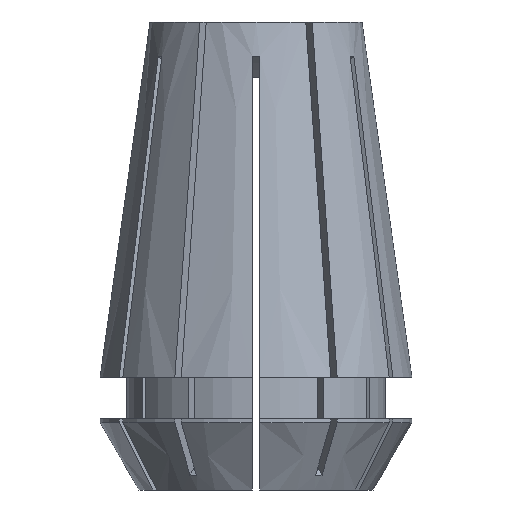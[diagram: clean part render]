
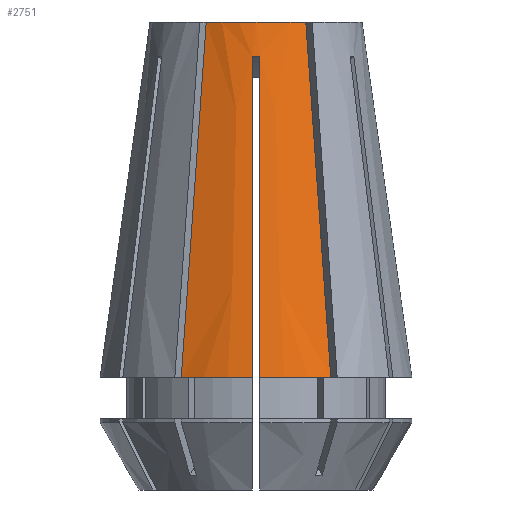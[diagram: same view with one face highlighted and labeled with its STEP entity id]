
A CAD part, front view. The second image highlights one B-rep face of the part: STEP entity #2751.
In plain terms, the highlighted conical face has half-angle 8 degrees and reference radius 10.5 mm.
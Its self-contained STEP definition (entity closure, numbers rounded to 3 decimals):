
#69 = DIRECTION ( 'NONE',  ( 0., 0., -1. ) ) ;
#158 = CARTESIAN_POINT ( 'NONE',  ( -0.083, -7.466, -2.299 ) ) ;
#164 = FACE_OUTER_BOUND ( 'NONE', #3211, .T. ) ;
#222 = CIRCLE ( 'NONE', #2407, 7.141 ) ;
#309 = VERTEX_POINT ( 'NONE', #1181 ) ;
#395 = VERTEX_POINT ( 'NONE', #3988 ) ;
#438 = DIRECTION ( 'NONE',  ( 0., 0., 1. ) ) ;
#558 = CARTESIAN_POINT ( 'NONE',  ( -0.25, -10.497, -23.9 ) ) ;
#576 = CARTESIAN_POINT ( 'NONE',  ( 3.643, -6.81, -4.138 ) ) ;
#591 = CARTESIAN_POINT ( 'NONE',  ( -0.25, -8.473, -9.502 ) ) ;
#592 = CARTESIAN_POINT ( 'NONE',  ( -4.763, -8.75, -20.072 ) ) ;
#602 = ORIENTED_EDGE ( 'NONE', *, *, #880, .F. ) ;
#721 = B_SPLINE_CURVE_WITH_KNOTS ( 'NONE', 3,
 ( #2716, #3353, #1759, #866, #1191, #592, #2474 ),
 .UNSPECIFIED., .F., .F.,
 ( 4, 3, 4 ),
 ( 0., 0.013, 0.024 ),
 .UNSPECIFIED. ) ;
#861 = CARTESIAN_POINT ( 'NONE',  ( 0.25, -7.461, -2.303 ) ) ;
#866 = CARTESIAN_POINT ( 'NONE',  ( -4.225, -7.818, -12.415 ) ) ;
#880 = EDGE_CURVE ( 'NONE', #3100, #2348, #1485, .T. ) ;
#976 = B_SPLINE_CURVE_WITH_KNOTS ( 'NONE', 3,
 ( #2119, #576, #2460, #1563, #1234, #2178, #1524 ),
 .UNSPECIFIED., .F., .F.,
 ( 4, 3, 4 ),
 ( 0., 0.013, 0.024 ),
 .UNSPECIFIED. ) ;
#1021 = DIRECTION ( 'NONE',  ( 1., 0., 0. ) ) ;
#1033 = CARTESIAN_POINT ( 'NONE',  ( 0., 0., -23.9 ) ) ;
#1064 = VERTEX_POINT ( 'NONE', #3024 ) ;
#1098 = ORIENTED_EDGE ( 'NONE', *, *, #1975, .F. ) ;
#1181 = CARTESIAN_POINT ( 'NONE',  ( -0.25, -10.497, -23.9 ) ) ;
#1191 = CARTESIAN_POINT ( 'NONE',  ( -4.494, -8.284, -16.244 ) ) ;
#1234 = CARTESIAN_POINT ( 'NONE',  ( 4.494, -8.284, -16.244 ) ) ;
#1259 = AXIS2_PLACEMENT_3D ( 'NONE', #1033, #438, #1021 ) ;
#1399 = VERTEX_POINT ( 'NONE', #3546 ) ;
#1423 = ORIENTED_EDGE ( 'NONE', *, *, #2677, .F. ) ;
#1440 = CONICAL_SURFACE ( 'NONE', #1466, 10.5, 0.14 ) ;
#1466 = AXIS2_PLACEMENT_3D ( 'NONE', #2869, #69, #1579 ) ;
#1485 = B_SPLINE_CURVE_WITH_KNOTS ( 'NONE', 3,
 ( #1797, #3930, #3665, #861 ),
 .UNSPECIFIED., .F., .F.,
 ( 4, 4 ),
 ( 0.014, 0.036 ),
 .UNSPECIFIED. ) ;
#1504 = ORIENTED_EDGE ( 'NONE', *, *, #3586, .T. ) ;
#1524 = CARTESIAN_POINT ( 'NONE',  ( 5.032, -9.216, -23.9 ) ) ;
#1563 = CARTESIAN_POINT ( 'NONE',  ( 4.225, -7.818, -12.415 ) ) ;
#1579 = DIRECTION ( 'NONE',  ( -1., 0., 0. ) ) ;
#1759 = CARTESIAN_POINT ( 'NONE',  ( -3.934, -7.314, -8.277 ) ) ;
#1770 = DIRECTION ( 'NONE',  ( 0., 0., 1. ) ) ;
#1797 = CARTESIAN_POINT ( 'NONE',  ( 0.25, -10.497, -23.9 ) ) ;
#1892 = CARTESIAN_POINT ( 'NONE',  ( 0.25, -10.497, -23.9 ) ) ;
#1933 = ORIENTED_EDGE ( 'NONE', *, *, #3423, .T. ) ;
#1948 = EDGE_CURVE ( 'NONE', #1064, #2348, #2190, .T. ) ;
#1975 = EDGE_CURVE ( 'NONE', #395, #3451, #222, .T. ) ;
#2028 = CARTESIAN_POINT ( 'NONE',  ( 0., 0., 0. ) ) ;
#2056 = EDGE_CURVE ( 'NONE', #309, #1064, #2519, .T. ) ;
#2119 = CARTESIAN_POINT ( 'NONE',  ( 3.352, -6.306, 0. ) ) ;
#2178 = CARTESIAN_POINT ( 'NONE',  ( 4.763, -8.75, -20.072 ) ) ;
#2190 = B_SPLINE_CURVE_WITH_KNOTS ( 'NONE', 3,
 ( #3513, #158, #2332, #2645 ),
 .UNSPECIFIED., .F., .F.,
 ( 4, 4 ),
 ( 0., 0.001 ),
 .UNSPECIFIED. ) ;
#2278 = CARTESIAN_POINT ( 'NONE',  ( 5.032, -9.216, -23.9 ) ) ;
#2332 = CARTESIAN_POINT ( 'NONE',  ( 0.083, -7.466, -2.299 ) ) ;
#2348 = VERTEX_POINT ( 'NONE', #3675 ) ;
#2351 = DIRECTION ( 'NONE',  ( 0., 0., 1. ) ) ;
#2407 = AXIS2_PLACEMENT_3D ( 'NONE', #2028, #1770, #2659 ) ;
#2460 = CARTESIAN_POINT ( 'NONE',  ( 3.934, -7.314, -8.277 ) ) ;
#2474 = CARTESIAN_POINT ( 'NONE',  ( -5.032, -9.216, -23.9 ) ) ;
#2519 = B_SPLINE_CURVE_WITH_KNOTS ( 'NONE', 3,
 ( #558, #3678, #591, #3390 ),
 .UNSPECIFIED., .F., .F.,
 ( 4, 4 ),
 ( 0.014, 0.036 ),
 .UNSPECIFIED. ) ;
#2645 = CARTESIAN_POINT ( 'NONE',  ( 0.25, -7.461, -2.303 ) ) ;
#2651 = EDGE_CURVE ( 'NONE', #395, #1399, #721, .T. ) ;
#2659 = DIRECTION ( 'NONE',  ( 1., 0., 0. ) ) ;
#2677 = EDGE_CURVE ( 'NONE', #3451, #3335, #976, .T. ) ;
#2716 = CARTESIAN_POINT ( 'NONE',  ( -3.352, -6.306, 0. ) ) ;
#2751 = ADVANCED_FACE ( 'NONE', ( #164 ), #1440, .T. ) ;
#2869 = CARTESIAN_POINT ( 'NONE',  ( 0., 0., -23.9 ) ) ;
#3024 = CARTESIAN_POINT ( 'NONE',  ( -0.25, -7.461, -2.303 ) ) ;
#3073 = ORIENTED_EDGE ( 'NONE', *, *, #2056, .T. ) ;
#3086 = CIRCLE ( 'NONE', #3252, 10.5 ) ;
#3100 = VERTEX_POINT ( 'NONE', #1892 ) ;
#3211 = EDGE_LOOP ( 'NONE', ( #1423, #1098, #3591, #1933, #3073, #3549, #602, #1504 ) ) ;
#3246 = CARTESIAN_POINT ( 'NONE',  ( 3.352, -6.306, 0. ) ) ;
#3252 = AXIS2_PLACEMENT_3D ( 'NONE', #3849, #2351, #3570 ) ;
#3335 = VERTEX_POINT ( 'NONE', #2278 ) ;
#3353 = CARTESIAN_POINT ( 'NONE',  ( -3.643, -6.81, -4.138 ) ) ;
#3390 = CARTESIAN_POINT ( 'NONE',  ( -0.25, -7.461, -2.303 ) ) ;
#3423 = EDGE_CURVE ( 'NONE', #1399, #309, #3086, .T. ) ;
#3451 = VERTEX_POINT ( 'NONE', #3246 ) ;
#3513 = CARTESIAN_POINT ( 'NONE',  ( -0.25, -7.461, -2.303 ) ) ;
#3546 = CARTESIAN_POINT ( 'NONE',  ( -5.032, -9.216, -23.9 ) ) ;
#3549 = ORIENTED_EDGE ( 'NONE', *, *, #1948, .T. ) ;
#3570 = DIRECTION ( 'NONE',  ( 1., 0., 0. ) ) ;
#3586 = EDGE_CURVE ( 'NONE', #3100, #3335, #3830, .T. ) ;
#3591 = ORIENTED_EDGE ( 'NONE', *, *, #2651, .T. ) ;
#3665 = CARTESIAN_POINT ( 'NONE',  ( 0.25, -8.473, -9.502 ) ) ;
#3675 = CARTESIAN_POINT ( 'NONE',  ( 0.25, -7.461, -2.303 ) ) ;
#3678 = CARTESIAN_POINT ( 'NONE',  ( -0.25, -9.485, -16.701 ) ) ;
#3830 = CIRCLE ( 'NONE', #1259, 10.5 ) ;
#3849 = CARTESIAN_POINT ( 'NONE',  ( 0., 0., -23.9 ) ) ;
#3930 = CARTESIAN_POINT ( 'NONE',  ( 0.25, -9.485, -16.701 ) ) ;
#3988 = CARTESIAN_POINT ( 'NONE',  ( -3.352, -6.306, 0. ) ) ;
